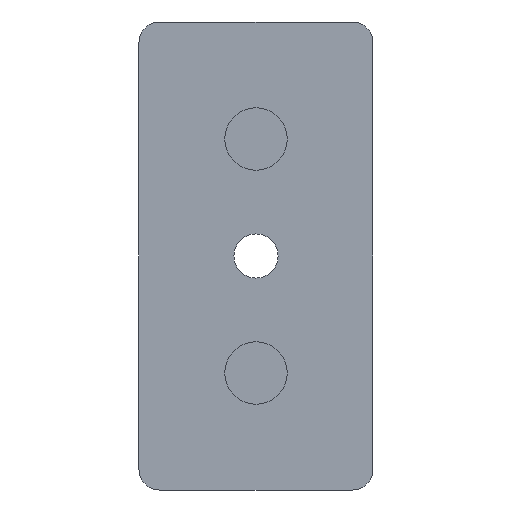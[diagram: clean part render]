
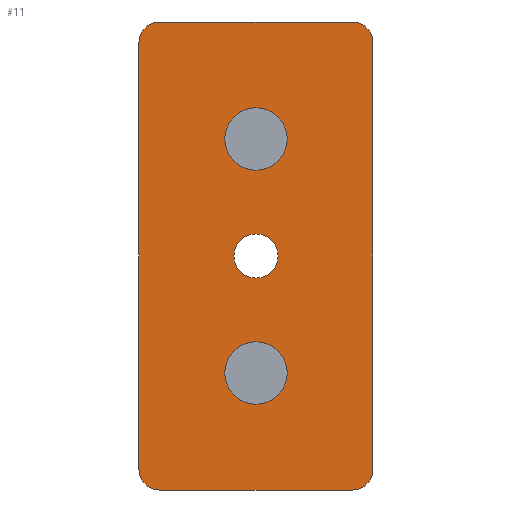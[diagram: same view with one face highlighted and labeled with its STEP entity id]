
A CAD part, front view. The second image highlights one B-rep face of the part: STEP entity #11.
In plain terms, the highlighted planar face has unit normal (0, -1, 0).
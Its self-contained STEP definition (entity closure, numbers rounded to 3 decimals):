
#4 = VERTEX_POINT ( 'NONE', #908 ) ;
#5 = ORIENTED_EDGE ( 'NONE', *, *, #1146, .F. ) ;
#11 = ADVANCED_FACE ( 'NONE', ( #828, #1169, #509, #1087 ), #101, .F. ) ;
#24 = CARTESIAN_POINT ( 'NONE',  ( 22.5, 0., -41. ) ) ;
#51 = ORIENTED_EDGE ( 'NONE', *, *, #1301, .F. ) ;
#79 = ORIENTED_EDGE ( 'NONE', *, *, #1200, .F. ) ;
#80 = DIRECTION ( 'NONE',  ( 1., 0., 0. ) ) ;
#100 = CARTESIAN_POINT ( 'NONE',  ( 0., 0., -22.5 ) ) ;
#101 = PLANE ( 'NONE',  #1038 ) ;
#109 = CARTESIAN_POINT ( 'NONE',  ( 0., 0., 0. ) ) ;
#127 = DIRECTION ( 'NONE',  ( 0., 0., -1. ) ) ;
#130 = DIRECTION ( 'NONE',  ( 0., 0., -1. ) ) ;
#141 = CIRCLE ( 'NONE', #874, 4.25 ) ;
#151 = DIRECTION ( 'NONE',  ( 0., 1., 0. ) ) ;
#164 = EDGE_LOOP ( 'NONE', ( #79, #335 ) ) ;
#173 = ORIENTED_EDGE ( 'NONE', *, *, #1174, .F. ) ;
#194 = CARTESIAN_POINT ( 'NONE',  ( -22.5, 0., -41. ) ) ;
#214 = DIRECTION ( 'NONE',  ( -1., 0., 0. ) ) ;
#222 = ORIENTED_EDGE ( 'NONE', *, *, #493, .F. ) ;
#227 = AXIS2_PLACEMENT_3D ( 'NONE', #622, #1218, #513 ) ;
#229 = DIRECTION ( 'NONE',  ( 0., 0., 1. ) ) ;
#245 = AXIS2_PLACEMENT_3D ( 'NONE', #755, #151, #356 ) ;
#256 = VERTEX_POINT ( 'NONE', #534 ) ;
#274 = DIRECTION ( 'NONE',  ( 0., -1., 0. ) ) ;
#286 = EDGE_CURVE ( 'NONE', #1039, #812, #1084, .T. ) ;
#296 = ORIENTED_EDGE ( 'NONE', *, *, #724, .F. ) ;
#315 = ORIENTED_EDGE ( 'NONE', *, *, #922, .F. ) ;
#316 = EDGE_LOOP ( 'NONE', ( #1056, #1232 ) ) ;
#323 = CARTESIAN_POINT ( 'NONE',  ( 18.5, 0., -45. ) ) ;
#335 = ORIENTED_EDGE ( 'NONE', *, *, #1077, .F. ) ;
#338 = CARTESIAN_POINT ( 'NONE',  ( -22.5, 0., 41. ) ) ;
#341 = AXIS2_PLACEMENT_3D ( 'NONE', #100, #1018, #502 ) ;
#346 = VECTOR ( 'NONE', #80, 1000. ) ;
#356 = DIRECTION ( 'NONE',  ( 1., 0., 0. ) ) ;
#367 = VERTEX_POINT ( 'NONE', #859 ) ;
#371 = LINE ( 'NONE', #1161, #873 ) ;
#383 = AXIS2_PLACEMENT_3D ( 'NONE', #673, #771, #1286 ) ;
#404 = VECTOR ( 'NONE', #214, 1000. ) ;
#422 = CIRCLE ( 'NONE', #341, 6. ) ;
#428 = CARTESIAN_POINT ( 'NONE',  ( 0., 0., -45. ) ) ;
#432 = CARTESIAN_POINT ( 'NONE',  ( 0., 0., -28.5 ) ) ;
#437 = CARTESIAN_POINT ( 'NONE',  ( 0., 0., 0. ) ) ;
#493 = EDGE_CURVE ( 'NONE', #1142, #554, #500, .T. ) ;
#500 = LINE ( 'NONE', #591, #346 ) ;
#502 = DIRECTION ( 'NONE',  ( 0., 0., -1. ) ) ;
#506 = ORIENTED_EDGE ( 'NONE', *, *, #909, .F. ) ;
#509 = FACE_BOUND ( 'NONE', #316, .T. ) ;
#513 = DIRECTION ( 'NONE',  ( 0., 0., -1. ) ) ;
#524 = CARTESIAN_POINT ( 'NONE',  ( 22.5, 0., 0. ) ) ;
#530 = CIRCLE ( 'NONE', #684, 4. ) ;
#531 = CIRCLE ( 'NONE', #940, 4. ) ;
#533 = DIRECTION ( 'NONE',  ( 0., -1., 0. ) ) ;
#534 = CARTESIAN_POINT ( 'NONE',  ( 0., 0., -16.5 ) ) ;
#535 = ORIENTED_EDGE ( 'NONE', *, *, #579, .F. ) ;
#549 = VECTOR ( 'NONE', #130, 1000. ) ;
#554 = VERTEX_POINT ( 'NONE', #1106 ) ;
#566 = AXIS2_PLACEMENT_3D ( 'NONE', #686, #274, #701 ) ;
#579 = EDGE_CURVE ( 'NONE', #697, #1142, #531, .T. ) ;
#591 = CARTESIAN_POINT ( 'NONE',  ( 0., 0., 45. ) ) ;
#592 = CIRCLE ( 'NONE', #1122, 4.25 ) ;
#609 = LINE ( 'NONE', #428, #404 ) ;
#611 = CIRCLE ( 'NONE', #566, 6. ) ;
#614 = DIRECTION ( 'NONE',  ( 0., -1., 0. ) ) ;
#622 = CARTESIAN_POINT ( 'NONE',  ( 0., 0., 22.5 ) ) ;
#655 = VERTEX_POINT ( 'NONE', #194 ) ;
#673 = CARTESIAN_POINT ( 'NONE',  ( 0., 0., 22.5 ) ) ;
#684 = AXIS2_PLACEMENT_3D ( 'NONE', #1042, #1152, #735 ) ;
#686 = CARTESIAN_POINT ( 'NONE',  ( 0., 0., -22.5 ) ) ;
#697 = VERTEX_POINT ( 'NONE', #338 ) ;
#698 = VERTEX_POINT ( 'NONE', #832 ) ;
#701 = DIRECTION ( 'NONE',  ( 0., 0., -1. ) ) ;
#708 = VERTEX_POINT ( 'NONE', #432 ) ;
#712 = CARTESIAN_POINT ( 'NONE',  ( 0., 0., 0. ) ) ;
#717 = DIRECTION ( 'NONE',  ( 0., 0., -1. ) ) ;
#718 = AXIS2_PLACEMENT_3D ( 'NONE', #1307, #1095, #987 ) ;
#719 = DIRECTION ( 'NONE',  ( 0., 1., 0. ) ) ;
#724 = EDGE_CURVE ( 'NONE', #367, #762, #1203, .T. ) ;
#734 = VERTEX_POINT ( 'NONE', #936 ) ;
#735 = DIRECTION ( 'NONE',  ( -1., 0., 0. ) ) ;
#755 = CARTESIAN_POINT ( 'NONE',  ( 18.5, 0., 41. ) ) ;
#762 = VERTEX_POINT ( 'NONE', #24 ) ;
#763 = EDGE_CURVE ( 'NONE', #4, #655, #530, .T. ) ;
#768 = VERTEX_POINT ( 'NONE', #323 ) ;
#771 = DIRECTION ( 'NONE',  ( 0., -1., 0. ) ) ;
#812 = VERTEX_POINT ( 'NONE', #837 ) ;
#821 = CIRCLE ( 'NONE', #718, 4. ) ;
#828 = FACE_BOUND ( 'NONE', #164, .T. ) ;
#832 = CARTESIAN_POINT ( 'NONE',  ( 0., 0., 4.25 ) ) ;
#837 = CARTESIAN_POINT ( 'NONE',  ( 0., 0., 28.5 ) ) ;
#859 = CARTESIAN_POINT ( 'NONE',  ( 22.5, 0., 41. ) ) ;
#860 = CIRCLE ( 'NONE', #245, 4. ) ;
#873 = VECTOR ( 'NONE', #229, 1000. ) ;
#874 = AXIS2_PLACEMENT_3D ( 'NONE', #437, #533, #127 ) ;
#903 = DIRECTION ( 'NONE',  ( 0., 0., 1. ) ) ;
#907 = CARTESIAN_POINT ( 'NONE',  ( 0., 0., 16.5 ) ) ;
#908 = CARTESIAN_POINT ( 'NONE',  ( -18.5, 0., -45. ) ) ;
#909 = EDGE_CURVE ( 'NONE', #762, #768, #821, .T. ) ;
#918 = CARTESIAN_POINT ( 'NONE',  ( -18.5, 0., 45. ) ) ;
#922 = EDGE_CURVE ( 'NONE', #256, #708, #611, .T. ) ;
#936 = CARTESIAN_POINT ( 'NONE',  ( 0., 0., -4.25 ) ) ;
#940 = AXIS2_PLACEMENT_3D ( 'NONE', #1137, #719, #1011 ) ;
#945 = CIRCLE ( 'NONE', #227, 6. ) ;
#968 = EDGE_LOOP ( 'NONE', ( #1293, #315 ) ) ;
#970 = EDGE_LOOP ( 'NONE', ( #173, #506, #296, #51, #222, #535, #5, #1263 ) ) ;
#972 = EDGE_CURVE ( 'NONE', #708, #256, #422, .T. ) ;
#987 = DIRECTION ( 'NONE',  ( 1., 0., 0. ) ) ;
#1000 = EDGE_CURVE ( 'NONE', #812, #1039, #945, .T. ) ;
#1011 = DIRECTION ( 'NONE',  ( 1., 0., 0. ) ) ;
#1018 = DIRECTION ( 'NONE',  ( 0., -1., 0. ) ) ;
#1038 = AXIS2_PLACEMENT_3D ( 'NONE', #712, #1131, #903 ) ;
#1039 = VERTEX_POINT ( 'NONE', #907 ) ;
#1042 = CARTESIAN_POINT ( 'NONE',  ( -18.5, 0., -41. ) ) ;
#1056 = ORIENTED_EDGE ( 'NONE', *, *, #286, .F. ) ;
#1077 = EDGE_CURVE ( 'NONE', #698, #734, #592, .T. ) ;
#1084 = CIRCLE ( 'NONE', #383, 6. ) ;
#1087 = FACE_BOUND ( 'NONE', #968, .T. ) ;
#1095 = DIRECTION ( 'NONE',  ( 0., 1., 0. ) ) ;
#1106 = CARTESIAN_POINT ( 'NONE',  ( 18.5, 0., 45. ) ) ;
#1122 = AXIS2_PLACEMENT_3D ( 'NONE', #109, #614, #717 ) ;
#1131 = DIRECTION ( 'NONE',  ( 0., 1., 0. ) ) ;
#1137 = CARTESIAN_POINT ( 'NONE',  ( -18.5, 0., 41. ) ) ;
#1142 = VERTEX_POINT ( 'NONE', #918 ) ;
#1146 = EDGE_CURVE ( 'NONE', #655, #697, #371, .T. ) ;
#1152 = DIRECTION ( 'NONE',  ( 0., 1., 0. ) ) ;
#1161 = CARTESIAN_POINT ( 'NONE',  ( -22.5, 0., 0. ) ) ;
#1169 = FACE_OUTER_BOUND ( 'NONE', #970, .T. ) ;
#1174 = EDGE_CURVE ( 'NONE', #768, #4, #609, .T. ) ;
#1200 = EDGE_CURVE ( 'NONE', #734, #698, #141, .T. ) ;
#1203 = LINE ( 'NONE', #524, #549 ) ;
#1218 = DIRECTION ( 'NONE',  ( 0., -1., 0. ) ) ;
#1232 = ORIENTED_EDGE ( 'NONE', *, *, #1000, .F. ) ;
#1263 = ORIENTED_EDGE ( 'NONE', *, *, #763, .F. ) ;
#1286 = DIRECTION ( 'NONE',  ( 0., 0., -1. ) ) ;
#1293 = ORIENTED_EDGE ( 'NONE', *, *, #972, .F. ) ;
#1301 = EDGE_CURVE ( 'NONE', #554, #367, #860, .T. ) ;
#1307 = CARTESIAN_POINT ( 'NONE',  ( 18.5, 0., -41. ) ) ;
